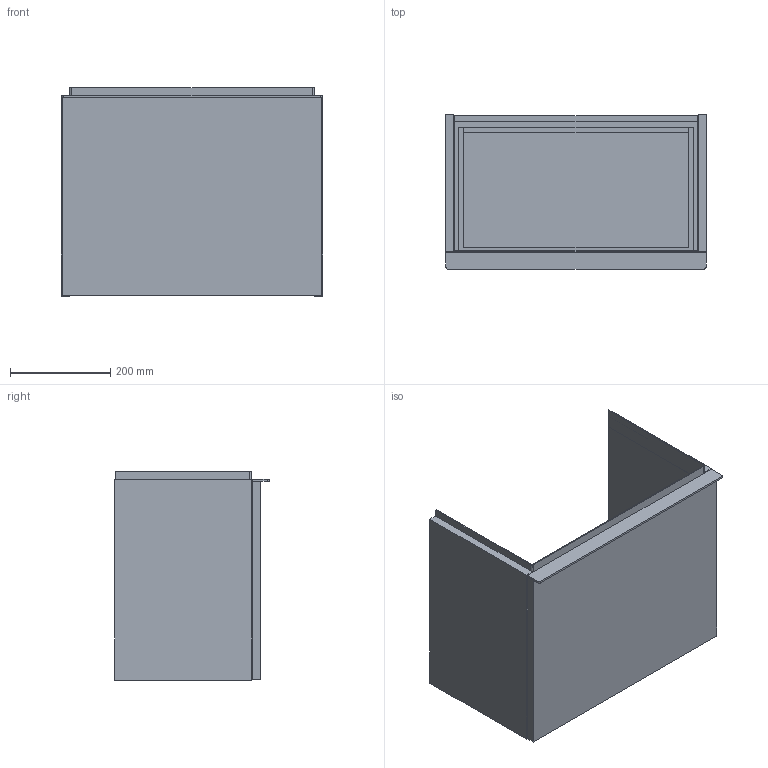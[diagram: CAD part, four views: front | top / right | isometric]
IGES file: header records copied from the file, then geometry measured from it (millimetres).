
Global section: file name: 502302; native system: Autodesk Inventor 2018; preprocessor: unknown; author: JANAN; date: 20210128.084649; units: millimetre
Bounding box: 520 x 307.5 x 415 mm (x, y, z)
Volume: 12242124.9 mm3; surface area: 1970919 mm2
Topology: 7 solids, 7 shells, 66 faces, 156 edges, 104 vertices
Faces by surface type: bspline 66
